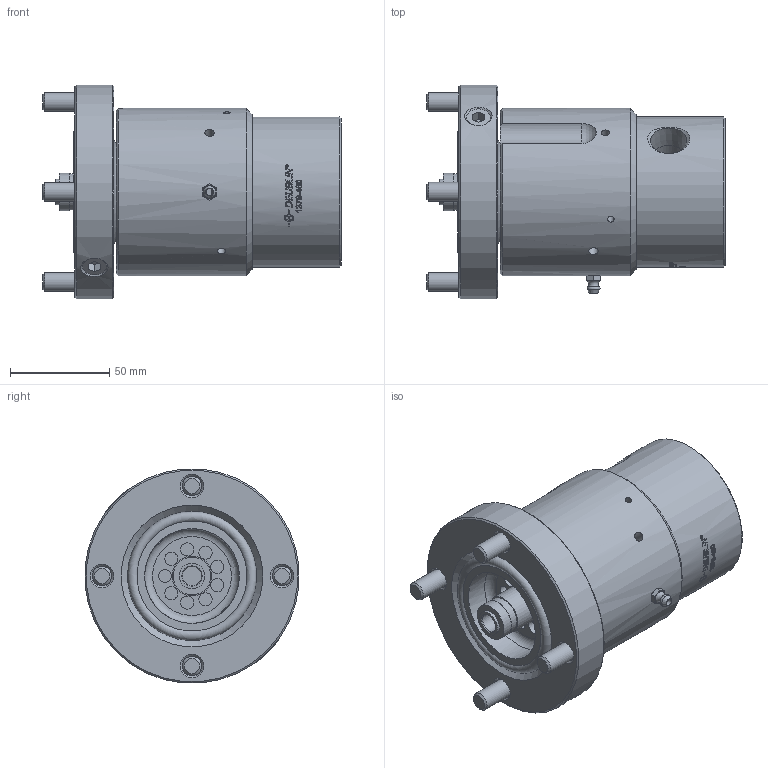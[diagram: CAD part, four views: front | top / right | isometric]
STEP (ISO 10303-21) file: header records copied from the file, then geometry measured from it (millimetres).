
FILE_DESCRIPTION(/* description */ (''),/* implementation_level */ '2;1');
FILE_NAME(/* name */ '1500-194-IC.stp',/* time_stamp */ '2020-05-17T12:17:15-05:00',/* author */ ('Moorera'),/* organization */ (''),/* preprocessor_version */ 'ST-DEVELOPER v18.1',/* originating_system */ 'Autodesk Inventor 2020',/* authorisation */ '');
FILE_SCHEMA (('AUTOMOTIVE_DESIGN { 1 0 10303 214 3 1 1 }'));
Length unit declared in the file: millimetre
Products named in the file (1): 1500-194-IC
Bounding box: 150.05 x 107.54 x 107.54 mm (x, y, z)
Volume: 704387.1 mm3; surface area: 87525.6 mm2
Topology: 1 solids, 1 shells, 505 faces, 1365 edges, 938 vertices
Faces by surface type: plane 196, bspline 156, cylinder 97, cone 36, torus 19, sphere 1
Full cylindrical faces by diameter (mm): 2.4 x2, 3.2 x1, 3.5 x1, 4 x2, 4.7 x1, 5.359 x1, 6.325 x1, 6.6 x9, 8 x2, 9.525 x8, 9.65 x1, 10 x4, 10.719 x2, 12.7 x4, 12.82 x1, 14.275 x4, 16 x4, 17.475 x2, 18.6 x1, 19.05 x1, 19.94 x1, 45 x1, 47.6 x1, 68.1 x1, 73.8 x1, 75.7 x1, 84.17 x1, 107.95 x1
Entity records: 21350 total; most frequent: CARTESIAN_POINT 8936, ORIENTED_EDGE 2714, DIRECTION 2202, EDGE_CURVE 1357, VERTEX_POINT 938, AXIS2_PLACEMENT_3D 842, EDGE_LOOP 591, LINE 518
